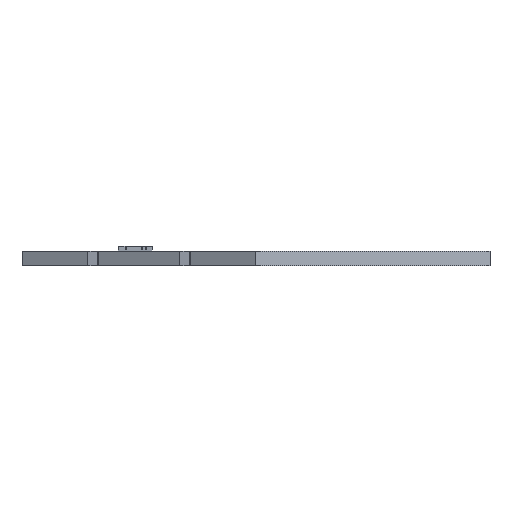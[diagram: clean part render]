
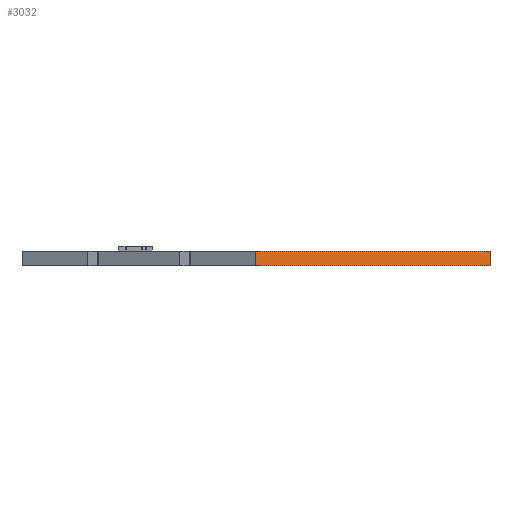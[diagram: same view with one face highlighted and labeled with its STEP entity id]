
A CAD part, left-side view. The second image highlights one B-rep face of the part: STEP entity #3032.
In plain terms, the highlighted planar face has unit normal (-0.866, -0.5, 0).
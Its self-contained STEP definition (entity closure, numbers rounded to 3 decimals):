
#383=FACE_OUTER_BOUND('',#563,.T.);
#563=EDGE_LOOP('',(#2718,#2719,#2720,#2721));
#858=LINE('',#5210,#1164);
#884=LINE('',#5485,#1190);
#885=LINE('',#5488,#1191);
#886=LINE('',#5489,#1192);
#1164=VECTOR('',#4050,10.);
#1190=VECTOR('',#4096,10.);
#1191=VECTOR('',#4099,10.);
#1192=VECTOR('',#4100,10.);
#1470=VERTEX_POINT('',#5208);
#1471=VERTEX_POINT('',#5209);
#1480=VERTEX_POINT('',#5483);
#1481=VERTEX_POINT('',#5487);
#1882=EDGE_CURVE('',#1470,#1471,#858,.T.);
#1910=EDGE_CURVE('',#1480,#1470,#884,.T.);
#1911=EDGE_CURVE('',#1480,#1481,#885,.T.);
#1912=EDGE_CURVE('',#1481,#1471,#886,.T.);
#2718=ORIENTED_EDGE('',*,*,#1911,.F.);
#2719=ORIENTED_EDGE('',*,*,#1910,.T.);
#2720=ORIENTED_EDGE('',*,*,#1882,.T.);
#2721=ORIENTED_EDGE('',*,*,#1912,.F.);
#2878=PLANE('',#3297);
#3032=ADVANCED_FACE('',(#383),#2878,.T.);
#3297=AXIS2_PLACEMENT_3D('',#5486,#4097,#4098);
#4050=DIRECTION('',(-0.5,0.866,0.));
#4096=DIRECTION('',(0.,0.,1.));
#4097=DIRECTION('center_axis',(-0.866,-0.5,0.));
#4098=DIRECTION('ref_axis',(0.,0.,1.));
#4099=DIRECTION('',(-0.5,0.866,0.));
#4100=DIRECTION('',(0.,0.,1.));
#5208=CARTESIAN_POINT('',(-56.,-96.995,2.));
#5209=CARTESIAN_POINT('',(-112.,0.,2.));
#5210=CARTESIAN_POINT('',(-84.039,-48.43,2.));
#5483=CARTESIAN_POINT('',(-56.,-96.995,-4.));
#5485=CARTESIAN_POINT('',(-56.,-96.995,-1.));
#5486=CARTESIAN_POINT('Origin',(-84.,-48.497,-1.));
#5487=CARTESIAN_POINT('',(-112.,0.,-4.));
#5488=CARTESIAN_POINT('',(-80.478,-54.597,-4.));
#5489=CARTESIAN_POINT('',(-112.,0.,-1.));
